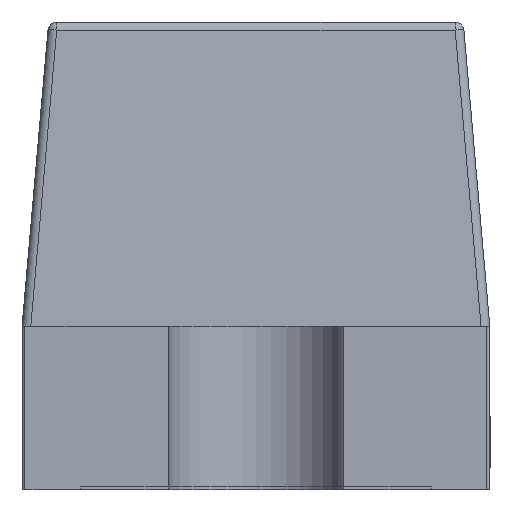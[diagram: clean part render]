
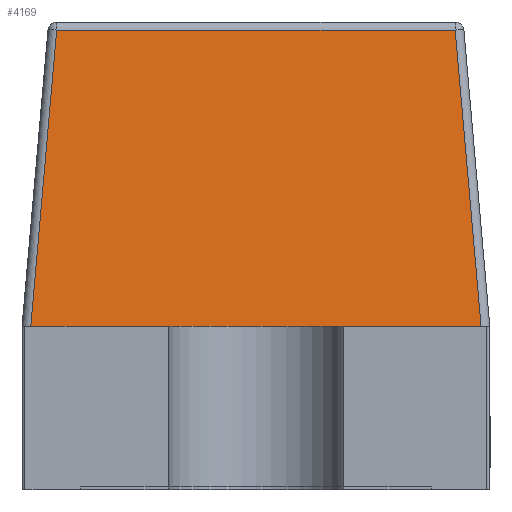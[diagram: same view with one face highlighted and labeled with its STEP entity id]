
A CAD part, front view. The second image highlights one B-rep face of the part: STEP entity #4169.
In plain terms, the highlighted planar face has unit normal (0, -0.996, 0.087).
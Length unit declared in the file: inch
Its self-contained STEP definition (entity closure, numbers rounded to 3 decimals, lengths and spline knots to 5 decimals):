
#282=PLANE('',#4649);
#491=FACE_OUTER_BOUND('',#726,.T.);
#726=EDGE_LOOP('',(#3162,#3163,#3164,#3165));
#981=LINE('',#6366,#1412);
#988=LINE('',#6396,#1419);
#995=LINE('',#6417,#1426);
#1024=LINE('',#6532,#1455);
#1412=VECTOR('',#5157,0.3937);
#1419=VECTOR('',#5190,0.3937);
#1426=VECTOR('',#5215,0.3937);
#1455=VECTOR('',#5360,0.3937);
#1857=VERTEX_POINT('',#6359);
#1859=VERTEX_POINT('',#6364);
#1865=VERTEX_POINT('',#6385);
#1868=VERTEX_POINT('',#6392);
#2279=EDGE_CURVE('',#1859,#1857,#981,.T.);
#2294=EDGE_CURVE('',#1865,#1868,#988,.T.);
#2305=EDGE_CURVE('',#1857,#1865,#995,.T.);
#2362=EDGE_CURVE('',#1859,#1868,#1024,.T.);
#3162=ORIENTED_EDGE('',*,*,#2279,.F.);
#3163=ORIENTED_EDGE('',*,*,#2362,.T.);
#3164=ORIENTED_EDGE('',*,*,#2294,.F.);
#3165=ORIENTED_EDGE('',*,*,#2305,.F.);
#4169=ADVANCED_FACE('',(#491),#282,.T.);
#4649=AXIS2_PLACEMENT_3D('',#6531,#5358,#5359);
#5157=DIRECTION('',(0.087,0.087,0.992));
#5190=DIRECTION('',(0.087,-0.087,-0.992));
#5215=DIRECTION('',(1.,0.,0.));
#5358=DIRECTION('center_axis',(0.,-0.996,0.087));
#5359=DIRECTION('ref_axis',(1.,0.,0.));
#5360=DIRECTION('',(1.,0.,0.));
#6359=CARTESIAN_POINT('',(-0.01342,-0.01991,0.03096));
#6364=CARTESIAN_POINT('',(-0.01516,-0.02165,0.01102));
#6366=CARTESIAN_POINT('',(-0.01505,-0.02154,0.01233));
#6385=CARTESIAN_POINT('',(0.01342,-0.01991,0.03096));
#6392=CARTESIAN_POINT('',(0.01516,-0.02165,0.01102));
#6396=CARTESIAN_POINT('',(0.015,-0.02149,0.01284));
#6417=CARTESIAN_POINT('',(0.00787,-0.01991,0.03096));
#6531=CARTESIAN_POINT('Origin',(0.01575,-0.02165,0.01102));
#6532=CARTESIAN_POINT('',(-0.01575,-0.02165,0.01102));
